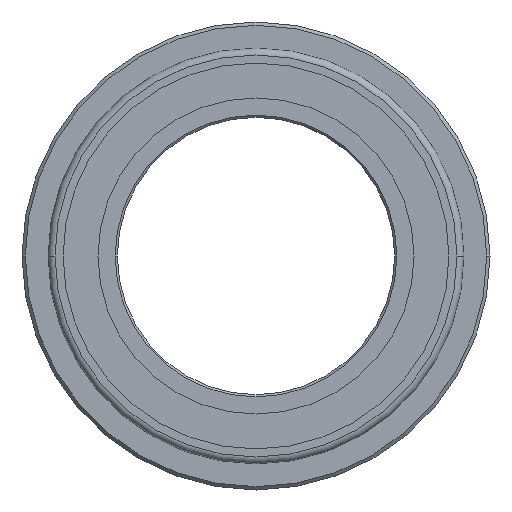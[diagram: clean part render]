
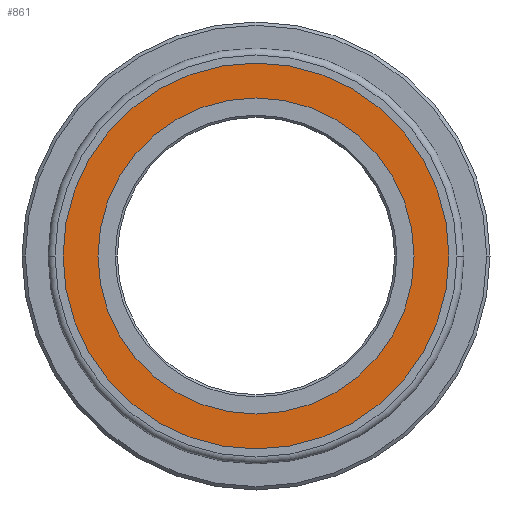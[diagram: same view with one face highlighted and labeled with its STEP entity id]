
A CAD part, left-side view. The second image highlights one B-rep face of the part: STEP entity #861.
In plain terms, the highlighted planar face has unit normal (-1, 0, 0).
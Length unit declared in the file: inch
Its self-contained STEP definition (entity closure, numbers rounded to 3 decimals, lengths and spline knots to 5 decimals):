
#352=CARTESIAN_POINT('',(-0.03125,0.,0.));
#353=DIRECTION('',(-1.,0.,0.));
#354=DIRECTION('',(0.,1.,0.));
#355=AXIS2_PLACEMENT_3D('',#352,#353,#354);
#357=CARTESIAN_POINT('',(-0.03125,0.,0.));
#358=DIRECTION('',(1.,0.,0.));
#359=DIRECTION('',(0.,1.,0.));
#360=AXIS2_PLACEMENT_3D('',#357,#358,#359);
#362=CARTESIAN_POINT('',(-0.03125,0.,0.));
#363=DIRECTION('',(1.,0.,0.));
#364=DIRECTION('',(0.,1.,0.));
#365=AXIS2_PLACEMENT_3D('',#362,#363,#364);
#375=CARTESIAN_POINT('',(-0.03125,0.,0.));
#376=DIRECTION('',(-1.,0.,0.));
#377=DIRECTION('',(0.,1.,0.));
#378=AXIS2_PLACEMENT_3D('',#375,#376,#377);
#429=CARTESIAN_POINT('',(-0.03125,0.174,0.));
#431=VERTEX_POINT('',#429);
#432=CARTESIAN_POINT('',(-0.03125,0.1425,0.));
#434=VERTEX_POINT('',#432);
#457=CARTESIAN_POINT('',(-0.03125,-0.174,0.));
#459=VERTEX_POINT('',#457);
#460=CARTESIAN_POINT('',(-0.03125,-0.1425,0.));
#462=VERTEX_POINT('',#460);
#846=CARTESIAN_POINT('',(-0.03125,0.,0.));
#847=DIRECTION('',(1.,0.,0.));
#848=DIRECTION('',(0.,-1.,0.));
#849=AXIS2_PLACEMENT_3D('',#846,#847,#848);
#850=PLANE('',#849);
#851=ORIENTED_EDGE('',*,*,#839,.F.);
#852=ORIENTED_EDGE('',*,*,#828,.T.);
#853=EDGE_LOOP('',(#851,#852));
#854=FACE_OUTER_BOUND('',#853,.F.);
#856=ORIENTED_EDGE('',*,*,#855,.F.);
#858=ORIENTED_EDGE('',*,*,#857,.T.);
#859=EDGE_LOOP('',(#856,#858));
#860=FACE_BOUND('',#859,.F.);
#356=CIRCLE('',#355,0.174);
#361=CIRCLE('',#360,0.174);
#366=CIRCLE('',#365,0.1425);
#379=CIRCLE('',#378,0.1425);
#828=EDGE_CURVE('',#431,#459,#361,.T.);
#839=EDGE_CURVE('',#431,#459,#356,.T.);
#855=EDGE_CURVE('',#434,#462,#366,.T.);
#857=EDGE_CURVE('',#434,#462,#379,.T.);
#861=ADVANCED_FACE('',(#854,#860),#850,.F.);
